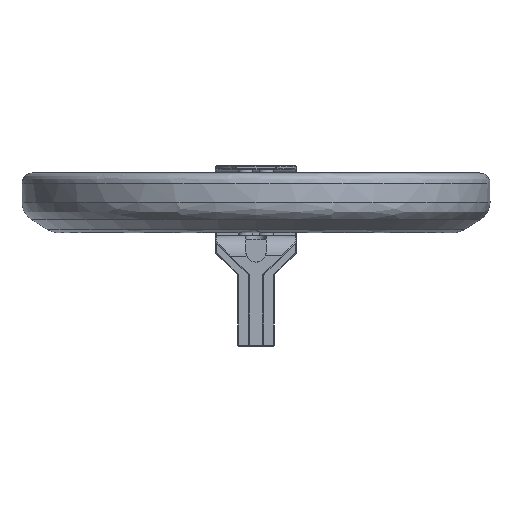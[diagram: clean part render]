
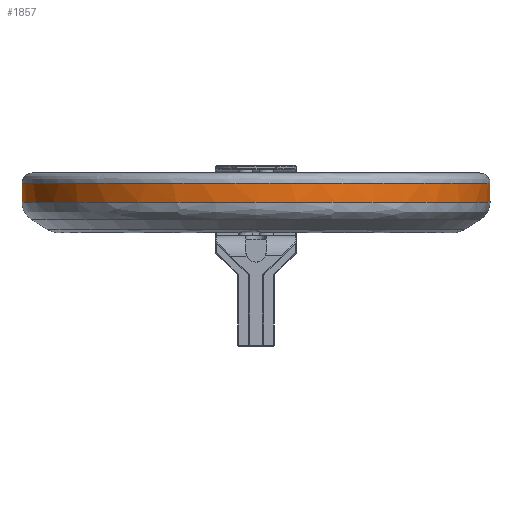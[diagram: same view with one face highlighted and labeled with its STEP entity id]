
A CAD part, left-side view. The second image highlights one B-rep face of the part: STEP entity #1857.
In plain terms, the highlighted cylindrical face has radius 11.55 mm (diameter 23.1 mm), a partial arc.
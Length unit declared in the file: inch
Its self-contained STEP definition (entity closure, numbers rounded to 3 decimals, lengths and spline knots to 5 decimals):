
#269 = EDGE_CURVE ( 'NONE', #17215, #12202, #16973, .T. ) ;
#1258 = CARTESIAN_POINT ( 'NONE',  ( -0.13674, -0.44289, 0.18566 ) ) ;
#1325 = CARTESIAN_POINT ( 'NONE',  ( -0.24672, 0.39733, 0.18566 ) ) ;
#1857 = ADVANCED_FACE ( 'NONE', ( #5443 ), #7380, .T. ) ;
#2423 = CARTESIAN_POINT ( 'NONE',  ( -0.01772, 0., 0.08921 ) ) ;
#2496 = CARTESIAN_POINT ( 'NONE',  ( -0.01772, -0.45472, 0.18566 ) ) ;
#2613 = CARTESIAN_POINT ( 'NONE',  ( -0.24672, -0.39733, 0.18566 ) ) ;
#2671 = CARTESIAN_POINT ( 'NONE',  ( -0.07724, 0.45472, 0.18566 ) ) ;
#3315 = CARTESIAN_POINT ( 'NONE',  ( -0.01772, -0.45472, 0.18566 ) ) ;
#3565 = CIRCLE ( 'NONE', #14250, 0.45472 ) ;
#3602 = CARTESIAN_POINT ( 'NONE',  ( -0.01772, -0.45472, 0.08921 ) ) ;
#3952 = DIRECTION ( 'NONE',  ( 0., 0., -1. ) ) ;
#3991 = CARTESIAN_POINT ( 'NONE',  ( -0.38134, -0.27945, 0.18566 ) ) ;
#4150 = EDGE_CURVE ( 'NONE', #17215, #5119, #13325, .T. ) ;
#4304 = VECTOR ( 'NONE', #12150, 39.37008 ) ;
#5119 = VERTEX_POINT ( 'NONE', #15042 ) ;
#5367 = CARTESIAN_POINT ( 'NONE',  ( -0.46061, -0.11902, 0.18566 ) ) ;
#5443 = FACE_OUTER_BOUND ( 'NONE', #12680, .T. ) ;
#5458 = ORIENTED_EDGE ( 'NONE', *, *, #15371, .T. ) ;
#6753 = CARTESIAN_POINT ( 'NONE',  ( -0.47244, 0.05952, 0.18566 ) ) ;
#7380 = CYLINDRICAL_SURFACE ( 'NONE', #10602, 0.45472 ) ;
#7577 = EDGE_CURVE ( 'NONE', #12202, #12142, #3565, .T. ) ;
#7962 = LINE ( 'NONE', #17491, #4304 ) ;
#8125 = CARTESIAN_POINT ( 'NONE',  ( -0.41505, 0.22901, 0.18566 ) ) ;
#9036 = ORIENTED_EDGE ( 'NONE', *, *, #7577, .F. ) ;
#9247 = ORIENTED_EDGE ( 'NONE', *, *, #269, .F. ) ;
#9494 = CARTESIAN_POINT ( 'NONE',  ( -0.29717, 0.36363, 0.18566 ) ) ;
#9840 = VECTOR ( 'NONE', #14475, 39.37008 ) ;
#10507 = DIRECTION ( 'NONE',  ( 0., 0., -1. ) ) ;
#10602 = AXIS2_PLACEMENT_3D ( 'NONE', #2423, #10507, #17349 ) ;
#10820 = CARTESIAN_POINT ( 'NONE',  ( -0.07724, -0.45472, 0.18566 ) ) ;
#10875 = CARTESIAN_POINT ( 'NONE',  ( -0.13674, 0.44289, 0.18566 ) ) ;
#12101 = CARTESIAN_POINT ( 'NONE',  ( -0.01772, 0., 0.14827 ) ) ;
#12142 = VERTEX_POINT ( 'NONE', #13535 ) ;
#12149 = CARTESIAN_POINT ( 'NONE',  ( -0.29717, -0.36363, 0.18566 ) ) ;
#12150 = DIRECTION ( 'NONE',  ( 0., 0., -1. ) ) ;
#12202 = VERTEX_POINT ( 'NONE', #16407 ) ;
#12212 = CARTESIAN_POINT ( 'NONE',  ( -0.01772, 0.45472, 0.18566 ) ) ;
#12680 = EDGE_LOOP ( 'NONE', ( #9247, #15905, #5458, #9036 ) ) ;
#13325 = B_SPLINE_CURVE_WITH_KNOTS ( 'NONE', 3,
 ( #2496, #10820, #1258, #2613, #12149, #3991, #13499, #5367, #14856, #6753, #16200, #8125, #17553, #9494, #1325, #10875, #2671, #12212 ),
 .UNSPECIFIED., .F., .F.,
 ( 4, 2, 2, 2, 2, 2, 2, 2, 4 ),
 ( 0.25, 0.3125, 0.375, 0.4375, 0.5, 0.5625, 0.625, 0.6875, 0.75 ),
 .UNSPECIFIED. ) ;
#13449 = DIRECTION ( 'NONE',  ( 0., 1., 0. ) ) ;
#13499 = CARTESIAN_POINT ( 'NONE',  ( -0.41505, -0.22901, 0.18566 ) ) ;
#13535 = CARTESIAN_POINT ( 'NONE',  ( -0.01772, 0.45472, 0.14827 ) ) ;
#14250 = AXIS2_PLACEMENT_3D ( 'NONE', #12101, #3952, #13449 ) ;
#14475 = DIRECTION ( 'NONE',  ( 0., 0., -1. ) ) ;
#14856 = CARTESIAN_POINT ( 'NONE',  ( -0.47244, -0.05952, 0.18566 ) ) ;
#15042 = CARTESIAN_POINT ( 'NONE',  ( -0.01772, 0.45472, 0.18566 ) ) ;
#15371 = EDGE_CURVE ( 'NONE', #5119, #12142, #7962, .T. ) ;
#15905 = ORIENTED_EDGE ( 'NONE', *, *, #4150, .T. ) ;
#16200 = CARTESIAN_POINT ( 'NONE',  ( -0.46061, 0.11902, 0.18566 ) ) ;
#16407 = CARTESIAN_POINT ( 'NONE',  ( -0.01772, -0.45472, 0.14827 ) ) ;
#16973 = LINE ( 'NONE', #3602, #9840 ) ;
#17215 = VERTEX_POINT ( 'NONE', #3315 ) ;
#17349 = DIRECTION ( 'NONE',  ( 0., 1., 0. ) ) ;
#17491 = CARTESIAN_POINT ( 'NONE',  ( -0.01772, 0.45472, 0.08921 ) ) ;
#17553 = CARTESIAN_POINT ( 'NONE',  ( -0.38134, 0.27945, 0.18566 ) ) ;
